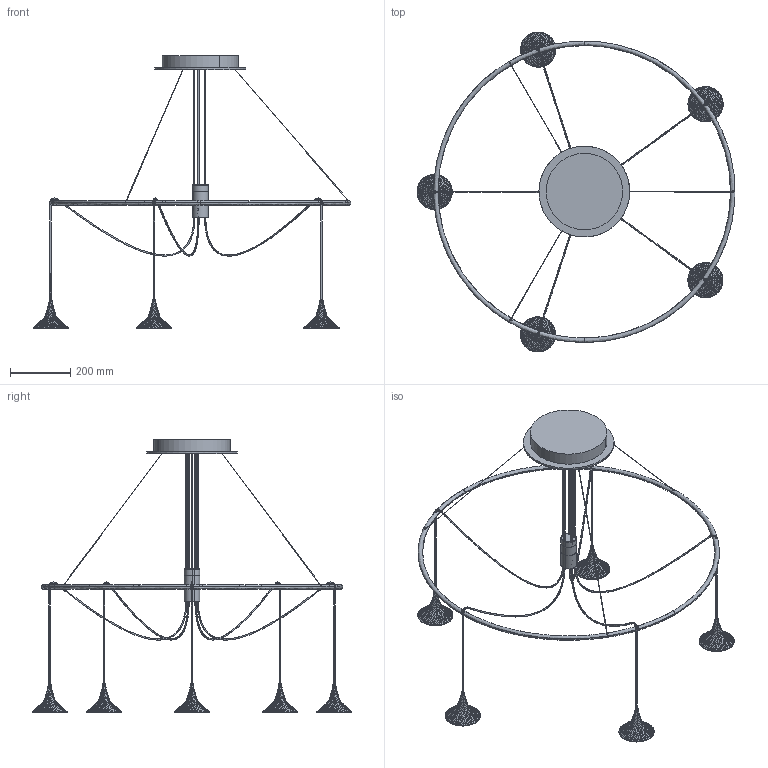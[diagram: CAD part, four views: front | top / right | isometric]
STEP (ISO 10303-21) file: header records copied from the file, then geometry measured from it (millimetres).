
FILE_DESCRIPTION(/* description */ (''),/* implementation_level */ '2;1');
FILE_NAME(/* name */ 'Unterlinden Chandelier ring',/* time_stamp */ '2024-05-27T16:15:54+02:00',/* author */ (''),/* organization */ (''),/* preprocessor_version */ 'ST-DEVELOPER v16.5',/* originating_system */ 'Rhino 7.37',/* authorisation */ '');
FILE_SCHEMA (('AUTOMOTIVE_DESIGN'));
Products named in the file (15): Document; Blocco 01; Blocco 03; Blocco 04; Blocco 05; Blocco 06; Blocco 07; Blocco 08; Blocco 14; Blocco 18; Blocco 23; Blocco 25; Blocco 29; Blocco 30; Blocco 33
Assembly tree (14 placements, depth 2):
  Document
    Blocco 01
    Blocco 03
    Blocco 04
    Blocco 05
    Blocco 06
    Blocco 07
    Blocco 08
    Blocco 14
    Blocco 18
    Blocco 23
    Blocco 25
    Blocco 29
    Blocco 30
    Blocco 33
Bounding box: 1058.03 x 1064.69 x 908.12 mm (x, y, z)
Volume: 974149.7 mm3; surface area: 751772.1 mm2
Topology: 9 solids, 326 shells, 1191 faces, 3350 edges, 2252 vertices
Faces by surface type: bspline 908, cylinder 177, plane 106
Entity records: 171564 total; most frequent: CARTESIAN_POINT 141573, ORIENTED_EDGE 5307, EDGE_CURVE 3308, VERTEX_POINT 2231, COLOUR_RGB 1433, FILL_AREA_STYLE_COLOUR 1433, FILL_AREA_STYLE 1433, SURFACE_STYLE_FILL_AREA 1433
